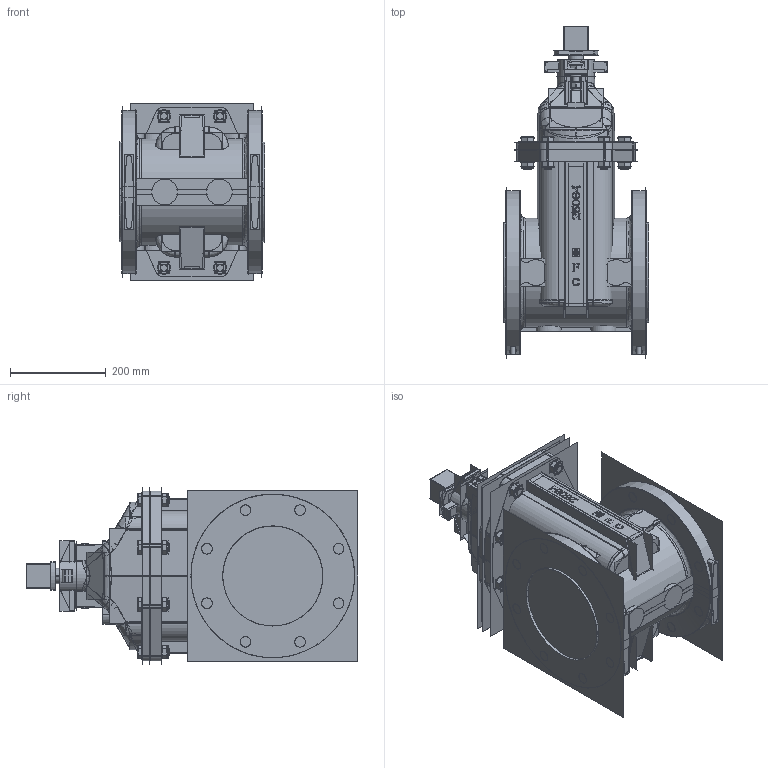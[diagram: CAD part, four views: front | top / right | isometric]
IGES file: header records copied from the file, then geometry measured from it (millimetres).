
Start section:  PTC IGES file: 8 nrs ff assy website.igs
Global section: file name: 8 nrs ff assy website.igs; native system: Pro/ENGINEER by Parametric Technology Corporation; preprocessor: 2010280; author: smm2; organization: Unknown; date: 20141113.090847; units: inch
Bounding box: 303.78 x 694.79 x 369.82 mm (x, y, z)
Surface area: 3633010.4 mm2 (no closed solid volume)
Topology: 0 solids, 0 shells, 2344 faces, 33764 edges, 44138 vertices
Faces by surface type: bspline 1310, revolution 1034
